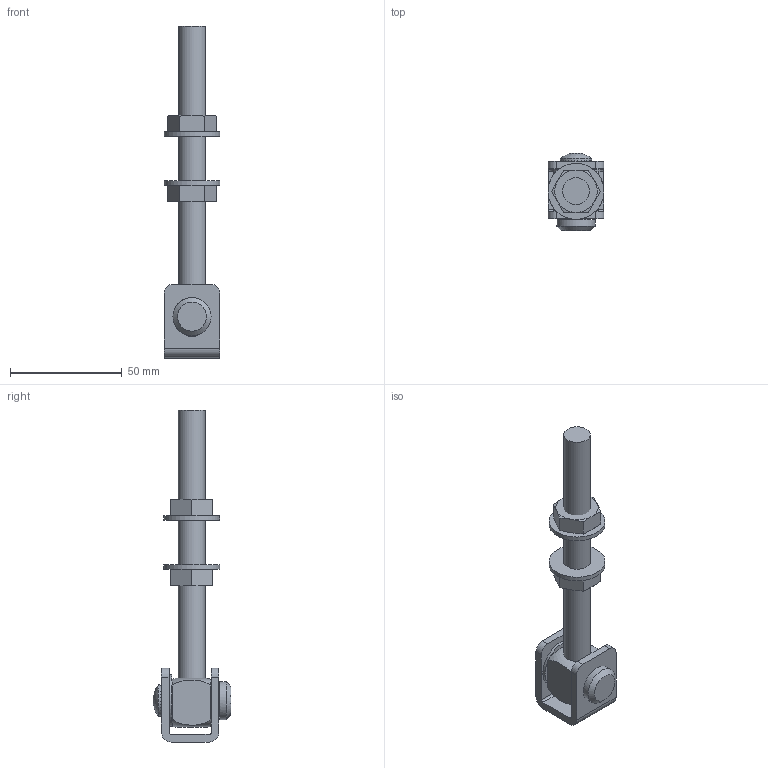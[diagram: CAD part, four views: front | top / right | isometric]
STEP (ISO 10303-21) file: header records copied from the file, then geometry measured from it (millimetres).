
FILE_DESCRIPTION (( 'STEP AP203' ), '1' );
FILE_NAME ('130-M12-VA.STEP', '2023-02-06T08:21:32', ( '' ), ( '' ), 'SwSTEP 2.0', 'SolidWorks 2018', '' );
FILE_SCHEMA (( 'CONFIG_CONTROL_DESIGN' ));
Length unit declared in the file: millimetre
Products named in the file (8): 130-M12-VA Teil4; 130-M12-VA Teil3; 130-M12-VA Teil7; 130-M12-VA Teil5; 130-M12-VA Teil2; 130-M12-VA Teil6_normal; 130-M12-VA Teil1; 130-M12-VA
Assembly tree (9 placements, depth 2):
  130-M12-VA
    130-M12-VA Teil1
    130-M12-VA Teil2
    130-M12-VA Teil3
    130-M12-VA Teil4
    130-M12-VA Teil5  x2
    130-M12-VA Teil6_normal
    130-M12-VA Teil7  x2
Bounding box: 25 x 34.67 x 148.5 mm (x, y, z)
Volume: 34251.2 mm3; surface area: 19143.6 mm2
Topology: 9 solids, 9 shells, 387 faces, 1005 edges, 661 vertices
Faces by surface type: plane 252, bspline 77, cylinder 28, cone 27, torus 2, sphere 1
Full cylindrical faces by diameter (mm): 5 x1, 6 x1, 6.8 x1, 10.2 x3, 11.4 x1, 11.6 x1, 11.8 x1, 12 x1, 12.5 x3, 14 x1, 17 x1, 23 x1, 25 x2
Entity records: 16064 total; most frequent: CARTESIAN_POINT 7015, ORIENTED_EDGE 1850, DIRECTION 1345, EDGE_CURVE 925, VERTEX_POINT 622, VECTOR 609, LINE 609, EDGE_LOOP 421
